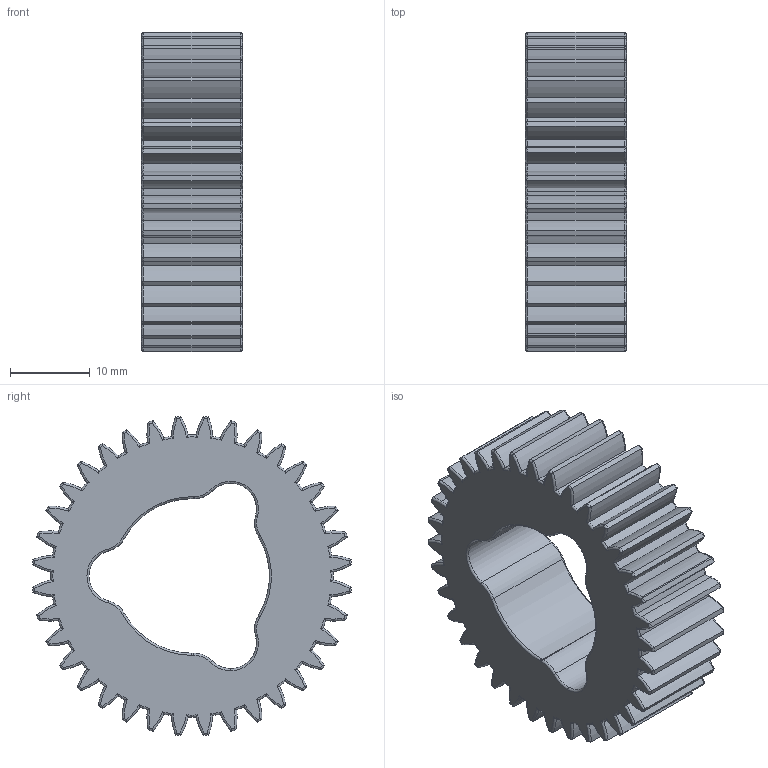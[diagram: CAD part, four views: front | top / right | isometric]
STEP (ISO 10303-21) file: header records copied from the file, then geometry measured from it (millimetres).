
FILE_DESCRIPTION (( 'STEP AP214' ), '1' );
FILE_NAME ('36T BallGearV3.STEP', '2024-01-27T01:08:59', ( '' ), ( '' ), 'SwSTEP 2.0', 'SolidWorks 2024', '' );
FILE_SCHEMA (( 'AUTOMOTIVE_DESIGN' ));
Length unit declared in the file: inch
Products named in the file (1): 36T BallGearV3
Bounding box: 12.7 x 40.11 x 40.11 mm (x, y, z)
Volume: 9718.6 mm3; surface area: 5440.1 mm2
Topology: 1 solids, 1 shells, 494 faces, 1156 edges, 664 vertices
Faces by surface type: torus 328, cylinder 164, plane 2
Entity records: 14979 total; most frequent: CARTESIAN_POINT 3755, DIRECTION 2562, ORIENTED_EDGE 2312, AXIS2_PLACEMENT_3D 1199, EDGE_CURVE 1156, CIRCLE 704, VERTEX_POINT 664, EDGE_LOOP 496
